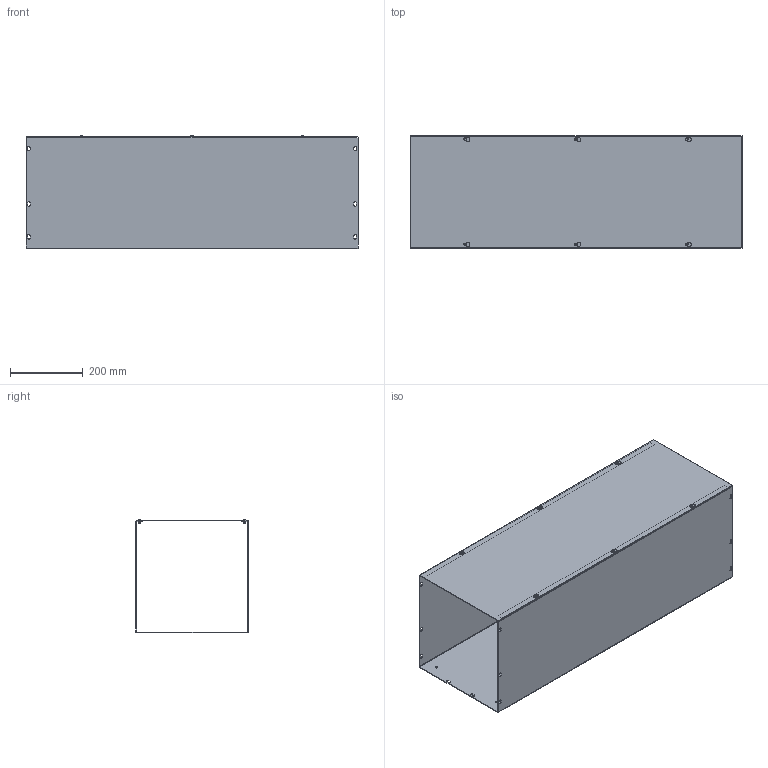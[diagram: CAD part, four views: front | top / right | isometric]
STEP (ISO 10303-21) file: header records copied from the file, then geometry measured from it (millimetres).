
FILE_DESCRIPTION(/* description */ ('WW, S, NK, BLR, GALV, 12X12X36'),/* implementation_level */ '2;1');
FILE_NAME(/* name */ 'S121236GNK.stp',/* time_stamp */ '2017-06-27T12:36:21+05:00',/* author */ ('vdas'),/* organization */ (''),/* preprocessor_version */ 'ST-DEVELOPER v16.1',/* originating_system */ 'Autodesk Inventor 2016',/* authorisation */ '');
FILE_SCHEMA (('AUTOMOTIVE_DESIGN { 1 0 10303 214 3 1 1 }'));
Length unit declared in the file: inch
Products named in the file (4): S121236GNKBLR; S121236GNKLID; 372141; S121236GNK
Assembly tree (8 placements, depth 2):
  S121236GNK
    S121236GNKBLR
    S121236GNKLID
    372141  x6
Bounding box: 914.4 x 308.56 x 313.87 mm (x, y, z)
Volume: 2157645.5 mm3; surface area: 2310068.1 mm2
Topology: 8 solids, 8 shells, 638 faces, 1552 edges, 936 vertices
Faces by surface type: plane 246, cone 162, cylinder 134, torus 84, bspline 12
Full cylindrical faces by diameter (mm): 4.089 x6, 4.595 x48, 6.35 x4, 7.938 x6
Entity records: 8292 total; most frequent: CARTESIAN_POINT 1767, DIRECTION 1310, ORIENTED_EDGE 1220, EDGE_CURVE 610, AXIS2_PLACEMENT_3D 483, VERTEX_POINT 416, EDGE_LOOP 378, LINE 344
